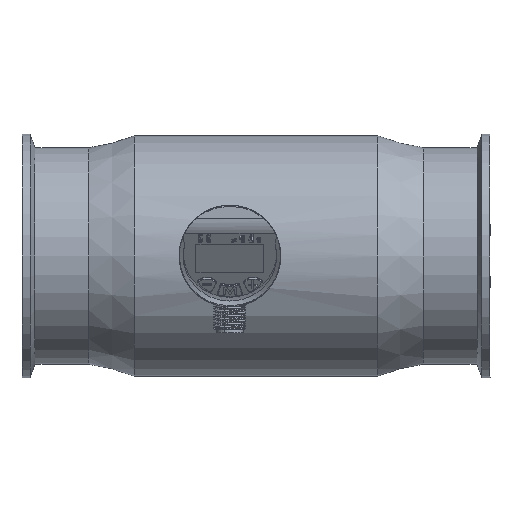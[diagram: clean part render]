
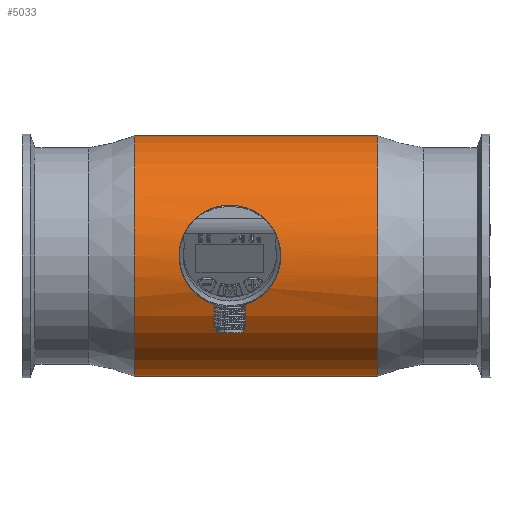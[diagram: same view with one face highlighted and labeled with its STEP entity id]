
A CAD part, left-side view. The second image highlights one B-rep face of the part: STEP entity #5033.
In plain terms, the highlighted cylindrical face has radius 45 mm (diameter 90 mm), a full revolution.
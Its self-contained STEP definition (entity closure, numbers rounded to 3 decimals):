
#1687=LINE('',#18642,#2271);
#1688=LINE('',#18643,#2272);
#2271=VECTOR('',#14980,1.);
#2272=VECTOR('',#14981,1.);
#3036=B_SPLINE_CURVE_WITH_KNOTS('',3,(#18617,#18618,#18619,#18620,#18621,
#18622,#18623,#18624,#18625,#18626),.UNSPECIFIED.,.F.,.F.,(4,2,2,2,4),(0.,
0.25,0.5,0.75,1.),.UNSPECIFIED.);
#3037=B_SPLINE_CURVE_WITH_KNOTS('',3,(#18631,#18632,#18633,#18634,#18635,
#18636,#18637,#18638,#18639,#18640),.UNSPECIFIED.,.F.,.F.,(4,2,2,2,4),(0.,
0.25,0.5,0.75,1.),.UNSPECIFIED.);
#3925=CYLINDRICAL_SURFACE('',#14008,45.);
#5033=ADVANCED_FACE('',(#5795,#5796,#5797),#3925,.T.);
#5795=FACE_BOUND('',#6041,.T.);
#5796=FACE_BOUND('',#6042,.T.);
#5797=FACE_BOUND('',#6043,.T.);
#6041=EDGE_LOOP('',(#6928));
#6042=EDGE_LOOP('',(#6929));
#6043=EDGE_LOOP('',(#6930,#6931,#6932,#6933));
#6928=ORIENTED_EDGE('',*,*,#11612,.T.);
#6929=ORIENTED_EDGE('',*,*,#11613,.T.);
#6930=ORIENTED_EDGE('',*,*,#11611,.F.);
#6931=ORIENTED_EDGE('',*,*,#11609,.F.);
#6932=ORIENTED_EDGE('',*,*,#11610,.F.);
#6933=ORIENTED_EDGE('',*,*,#11607,.F.);
#10418=VERTEX_POINT('',#18615);
#10419=VERTEX_POINT('',#18616);
#10420=VERTEX_POINT('',#18629);
#10421=VERTEX_POINT('',#18630);
#10422=VERTEX_POINT('',#18646);
#10423=VERTEX_POINT('',#18648);
#11607=EDGE_CURVE('',#10419,#10418,#3036,.T.);
#11609=EDGE_CURVE('',#10421,#10420,#3037,.T.);
#11610=EDGE_CURVE('',#10418,#10421,#1687,.T.);
#11611=EDGE_CURVE('',#10420,#10419,#1688,.T.);
#11612=EDGE_CURVE('',#10422,#10422,#13361,.T.);
#11613=EDGE_CURVE('',#10423,#10423,#13362,.T.);
#13361=CIRCLE('',#14006,45.);
#13362=CIRCLE('',#14007,45.);
#14006=AXIS2_PLACEMENT_3D('',#18645,#14984,#14985);
#14007=AXIS2_PLACEMENT_3D('',#18647,#14986,#14987);
#14008=AXIS2_PLACEMENT_3D('',#18649,#14988,#14989);
#14980=DIRECTION('',(0.,-1.,0.));
#14981=DIRECTION('',(0.,1.,0.));
#14984=DIRECTION('',(0.,1.,0.));
#14985=DIRECTION('',(1.,0.,0.));
#14986=DIRECTION('',(0.,-1.,0.));
#14987=DIRECTION('',(-1.,0.,0.));
#14988=DIRECTION('',(0.,-1.,0.));
#14989=DIRECTION('',(1.,0.,0.));
#18615=CARTESIAN_POINT('',(-43.5,-75.038,-11.522));
#18616=CARTESIAN_POINT('',(-43.5,-75.038,11.522));
#18617=CARTESIAN_POINT('',(-43.5,-75.038,11.522));
#18618=CARTESIAN_POINT('',(-43.858,-73.268,10.169));
#18619=CARTESIAN_POINT('',(-44.249,-71.839,8.43));
#18620=CARTESIAN_POINT('',(-44.822,-69.874,4.474));
#18621=CARTESIAN_POINT('',(-45.,-69.343,2.239));
#18622=CARTESIAN_POINT('',(-45.,-69.341,-2.221));
#18623=CARTESIAN_POINT('',(-44.823,-69.867,-4.462));
#18624=CARTESIAN_POINT('',(-44.246,-71.848,-8.447));
#18625=CARTESIAN_POINT('',(-43.853,-73.292,-10.187));
#18626=CARTESIAN_POINT('',(-43.5,-75.038,-11.522));
#18629=CARTESIAN_POINT('',(-43.5,-92.645,11.522));
#18630=CARTESIAN_POINT('',(-43.5,-92.645,-11.522));
#18631=CARTESIAN_POINT('',(-43.5,-92.645,-11.522));
#18632=CARTESIAN_POINT('',(-43.858,-94.416,-10.169));
#18633=CARTESIAN_POINT('',(-44.249,-95.845,-8.43));
#18634=CARTESIAN_POINT('',(-44.822,-97.81,-4.474));
#18635=CARTESIAN_POINT('',(-45.,-98.341,-2.239));
#18636=CARTESIAN_POINT('',(-45.,-98.343,2.221));
#18637=CARTESIAN_POINT('',(-44.823,-97.817,4.462));
#18638=CARTESIAN_POINT('',(-44.246,-95.836,8.447));
#18639=CARTESIAN_POINT('',(-43.853,-94.392,10.187));
#18640=CARTESIAN_POINT('',(-43.5,-92.645,11.522));
#18642=CARTESIAN_POINT('',(-43.5,-83.842,-11.522));
#18643=CARTESIAN_POINT('',(-43.5,-83.843,11.522));
#18645=CARTESIAN_POINT('',(0.,-139.1,0.));
#18646=CARTESIAN_POINT('',(45.,-139.1,0.));
#18647=CARTESIAN_POINT('',(0.,-48.1,0.));
#18648=CARTESIAN_POINT('',(-45.,-48.1,0.));
#18649=CARTESIAN_POINT('',(0.,-1000.,0.));
